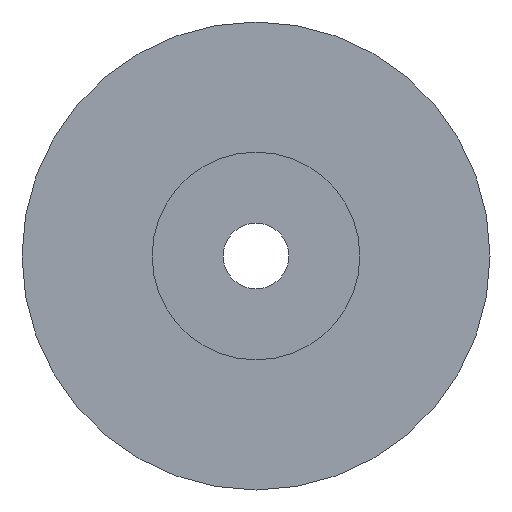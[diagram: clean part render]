
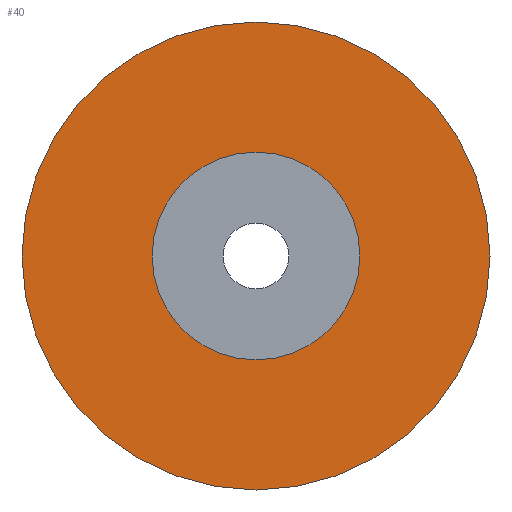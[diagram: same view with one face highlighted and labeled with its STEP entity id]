
A CAD part, front view. The second image highlights one B-rep face of the part: STEP entity #40.
In plain terms, the highlighted planar face has unit normal (0, -1, 0).
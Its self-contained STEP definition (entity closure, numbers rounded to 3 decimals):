
#40 = ADVANCED_FACE( '', ( #81, #82 ), #83, .T. );
#81 = FACE_OUTER_BOUND( '', #120, .T. );
#82 = FACE_BOUND( '', #121, .T. );
#83 = PLANE( '', #122 );
#120 = EDGE_LOOP( '', ( #161 ) );
#121 = EDGE_LOOP( '', ( #162 ) );
#122 = AXIS2_PLACEMENT_3D( '', #163, #164, #165 );
#161 = ORIENTED_EDGE( '', *, *, #196, .T. );
#162 = ORIENTED_EDGE( '', *, *, #191, .F. );
#163 = CARTESIAN_POINT( '', ( 12.65, 0., 0. ) );
#164 = DIRECTION( '', ( 0., -1., 0. ) );
#165 = DIRECTION( '', ( 0., 0., -1. ) );
#191 = EDGE_CURVE( '', #211, #211, #212, .T. );
#196 = EDGE_CURVE( '', #219, #219, #220, .T. );
#211 = VERTEX_POINT( '', #235 );
#212 = CIRCLE( '', #236, 12.65 );
#219 = VERTEX_POINT( '', #243 );
#220 = CIRCLE( '', #244, 28.5 );
#235 = CARTESIAN_POINT( '', ( 0., 0., -12.65 ) );
#236 = AXIS2_PLACEMENT_3D( '', #260, #261, #262 );
#243 = CARTESIAN_POINT( '', ( 0., 0., -28.5 ) );
#244 = AXIS2_PLACEMENT_3D( '', #269, #270, #271 );
#260 = CARTESIAN_POINT( '', ( 0., 0., 0. ) );
#261 = DIRECTION( '', ( 0., -1., 0. ) );
#262 = DIRECTION( '', ( 0., 0., -1. ) );
#269 = CARTESIAN_POINT( '', ( 0., 0., 0. ) );
#270 = DIRECTION( '', ( 0., -1., 0. ) );
#271 = DIRECTION( '', ( 0., 0., -1. ) );
